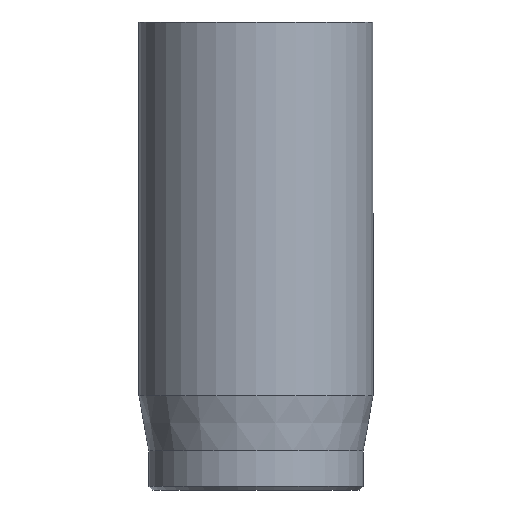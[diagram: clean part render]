
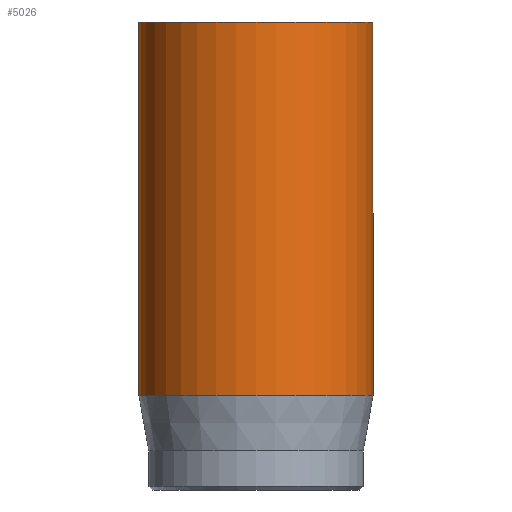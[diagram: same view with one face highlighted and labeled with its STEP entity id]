
A CAD part, front view. The second image highlights one B-rep face of the part: STEP entity #5026.
In plain terms, the highlighted cylindrical face has radius 3 mm (diameter 6 mm), a full revolution.
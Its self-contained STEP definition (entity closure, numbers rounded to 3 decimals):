
#601=CYLINDRICAL_SURFACE('',#5231,3.);
#854=FACE_OUTER_BOUND('',#1147,.T.);
#1147=EDGE_LOOP('',(#4659,#4660,#4661,#4662,#4663));
#1561=LINE('',#9280,#1981);
#1981=VECTOR('',#5903,3.);
#2016=CIRCLE('',#5215,3.);
#2022=CIRCLE('',#5229,3.);
#2023=CIRCLE('',#5230,3.);
#2497=VERTEX_POINT('',#9251);
#2503=VERTEX_POINT('',#9274);
#2504=VERTEX_POINT('',#9275);
#3218=EDGE_CURVE('',#2497,#2497,#2016,.T.);
#3227=EDGE_CURVE('',#2503,#2504,#2022,.T.);
#3228=EDGE_CURVE('',#2504,#2503,#2023,.T.);
#3230=EDGE_CURVE('',#2497,#2503,#1561,.T.);
#4659=ORIENTED_EDGE('',*,*,#3218,.T.);
#4660=ORIENTED_EDGE('',*,*,#3230,.T.);
#4661=ORIENTED_EDGE('',*,*,#3227,.T.);
#4662=ORIENTED_EDGE('',*,*,#3228,.T.);
#4663=ORIENTED_EDGE('',*,*,#3230,.F.);
#5026=ADVANCED_FACE('',(#854),#601,.T.);
#5215=AXIS2_PLACEMENT_3D('',#9252,#5865,#5866);
#5229=AXIS2_PLACEMENT_3D('',#9276,#5896,#5897);
#5230=AXIS2_PLACEMENT_3D('',#9277,#5898,#5899);
#5231=AXIS2_PLACEMENT_3D('',#9279,#5901,#5902);
#5865=DIRECTION('center_axis',(0.,0.,-1.));
#5866=DIRECTION('ref_axis',(-1.,0.,0.));
#5896=DIRECTION('center_axis',(0.,0.,1.));
#5897=DIRECTION('ref_axis',(-1.,0.,0.));
#5898=DIRECTION('center_axis',(0.,0.,1.));
#5899=DIRECTION('ref_axis',(-1.,0.,0.));
#5901=DIRECTION('center_axis',(0.,0.,1.));
#5902=DIRECTION('ref_axis',(-1.,0.,0.));
#5903=DIRECTION('',(0.,0.,-1.));
#9251=CARTESIAN_POINT('',(3.,0.,12.));
#9252=CARTESIAN_POINT('Origin',(0.,0.,12.));
#9274=CARTESIAN_POINT('',(3.,0.,2.418));
#9275=CARTESIAN_POINT('',(-3.,0.,2.418));
#9276=CARTESIAN_POINT('Origin',(0.,0.,2.418));
#9277=CARTESIAN_POINT('Origin',(0.,0.,2.418));
#9279=CARTESIAN_POINT('Origin',(0.,0.,0.));
#9280=CARTESIAN_POINT('',(3.,0.,0.));
